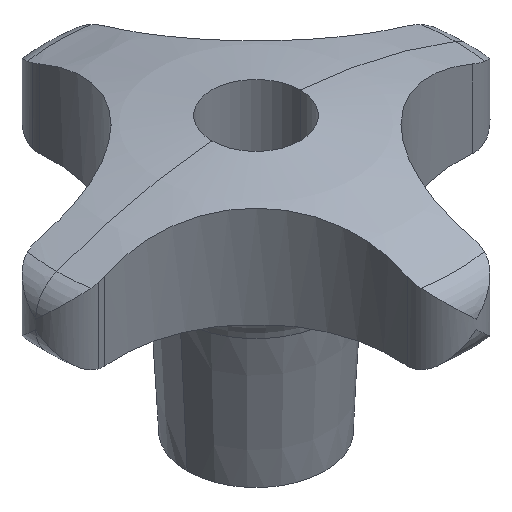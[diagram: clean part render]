
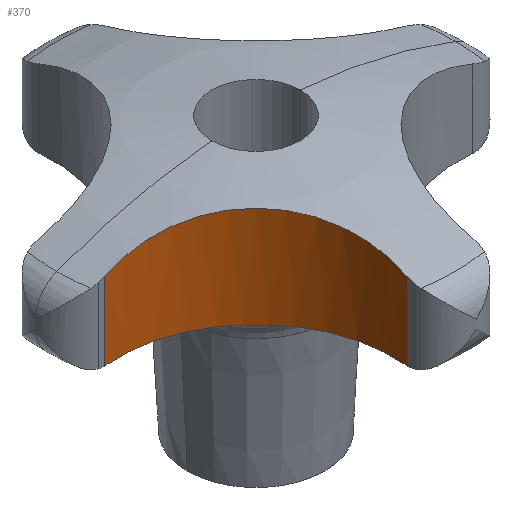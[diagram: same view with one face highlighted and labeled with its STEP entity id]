
A CAD part, isometric view. The second image highlights one B-rep face of the part: STEP entity #370.
In plain terms, the highlighted cylindrical face has radius 25 mm (diameter 50 mm), a partial arc.
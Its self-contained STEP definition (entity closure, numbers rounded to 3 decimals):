
#332=EDGE_CURVE('',#624,#380,#789,.T.);
#336=EDGE_CURVE('',#380,#386,#793,.T.);
#370=ADVANCED_FACE('',(#831),#832,.F.);
#376=EDGE_CURVE('',#386,#412,#839,.T.);
#380=VERTEX_POINT('',#843);
#384=VERTEX_POINT('',#847);
#386=VERTEX_POINT('',#849);
#396=EDGE_CURVE('',#412,#384,#859,.T.);
#412=VERTEX_POINT('',#876);
#442=EDGE_CURVE('',#624,#528,#909,.T.);
#464=EDGE_CURVE('',#384,#528,#932,.T.);
#528=VERTEX_POINT('',#1001);
#624=VERTEX_POINT('',#1104);
#789=CIRCLE('',#1368,25.);
#793=B_SPLINE_CURVE_WITH_KNOTS('',3,(#1374,#1375,#1376,#1377,#1378,#1379,#1380,#1381,#1382,#1383,#1384,#1385,#1386,#1387,#1388,#1389,#1390,#1391),.UNSPECIFIED.,.F.,.F.,(4,2,2,2,2,2,2,2,4),(-12.134,-10.113,-8.947,-7.967,-7.377,-6.852,-6.196,-5.191,-2.23),.UNSPECIFIED.);
#831=FACE_OUTER_BOUND('',#1463,.T.);
#832=CYLINDRICAL_SURFACE('',#1464,25.);
#839=CIRCLE('',#1484,25.);
#843=CARTESIAN_POINT('',(-9.975,-17.064,30.0));
#847=CARTESIAN_POINT('',(-33.388,-5.969,44.072));
#849=CARTESIAN_POINT('',(-17.064,-9.975,30.0));
#859=LINE('',#1521,#1522);
#876=CARTESIAN_POINT('',(-33.388,-5.969,30.0));
#909=LINE('',#1625,#1626);
#932=B_SPLINE_CURVE_WITH_KNOTS('',3,(#1724,#1725,#1726,#1727,#1728,#1729,#1730,#1731,#1732,#1733,#1734,#1735,#1736,#1737,#1738,#1739,#1740,#1741,#1742,#1743,#1744,#1745,#1746,#1747,#1748,#1749,#1750,#1751,#1752,#1753,#1754,#1755,#1756,#1757,#1758,#1759,#1760,#1761,#1762,#1763),.UNSPECIFIED.,.F.,.F.,(4,2,2,2,2,2,2,2,2,2,2,2,2,2,2,2,2,2,2,4),(33.959,36.334,38.71,41.085,43.461,45.836,48.212,50.587,52.963,55.28,57.597,59.914,62.231,64.548,66.865,69.182,71.499,73.934,76.368,77.615),.UNSPECIFIED.);
#1001=CARTESIAN_POINT('',(-5.969,-33.388,44.072));
#1104=CARTESIAN_POINT('',(-5.969,-33.388,30.0));
#1368=AXIS2_PLACEMENT_3D('',#2434,#2435,#2436);
#1374=CARTESIAN_POINT('',(-9.975,-17.064,30.0));
#1375=CARTESIAN_POINT('',(-10.352,-16.493,30.0));
#1376=CARTESIAN_POINT('',(-10.754,-15.936,29.978));
#1377=CARTESIAN_POINT('',(-11.425,-15.082,29.941));
#1378=CARTESIAN_POINT('',(-11.678,-14.775,29.927));
#1379=CARTESIAN_POINT('',(-12.157,-14.221,29.906));
#1380=CARTESIAN_POINT('',(-12.381,-13.973,29.898));
#1381=CARTESIAN_POINT('',(-12.748,-13.582,29.891));
#1382=CARTESIAN_POINT('',(-12.888,-13.436,29.889));
#1383=CARTESIAN_POINT('',(-13.156,-13.165,29.888));
#1384=CARTESIAN_POINT('',(-13.283,-13.038,29.888));
#1385=CARTESIAN_POINT('',(-13.572,-12.757,29.891));
#1386=CARTESIAN_POINT('',(-13.735,-12.603,29.893));
#1387=CARTESIAN_POINT('',(-14.153,-12.218,29.904));
#1388=CARTESIAN_POINT('',(-14.41,-11.991,29.913));
#1389=CARTESIAN_POINT('',(-15.443,-11.116,29.954));
#1390=CARTESIAN_POINT('',(-16.239,-10.52,30.0));
#1391=CARTESIAN_POINT('',(-17.064,-9.975,30.0));
#1463=EDGE_LOOP('',(#2490,#2491,#2492,#2493,#2494,#2495));
#1464=AXIS2_PLACEMENT_3D('',#2496,#2497,#2498);
#1484=AXIS2_PLACEMENT_3D('',#2509,#2510,#2511);
#1521=CARTESIAN_POINT('',(-33.388,-5.969,0.));
#1522=VECTOR('',#2519,1.0);
#1625=CARTESIAN_POINT('',(-5.969,-33.388,0.));
#1626=VECTOR('',#2584,1.0);
#1724=CARTESIAN_POINT('',(-33.388,-5.969,44.072));
#1725=CARTESIAN_POINT('',(-32.647,-5.893,44.34));
#1726=CARTESIAN_POINT('',(-31.885,-5.848,44.603));
#1727=CARTESIAN_POINT('',(-30.335,-5.831,45.113));
#1728=CARTESIAN_POINT('',(-29.547,-5.859,45.359));
#1729=CARTESIAN_POINT('',(-27.959,-5.992,45.828));
#1730=CARTESIAN_POINT('',(-27.159,-6.097,46.052));
#1731=CARTESIAN_POINT('',(-25.562,-6.388,46.47));
#1732=CARTESIAN_POINT('',(-24.765,-6.573,46.665));
#1733=CARTESIAN_POINT('',(-23.188,-7.023,47.024));
#1734=CARTESIAN_POINT('',(-22.408,-7.288,47.188));
#1735=CARTESIAN_POINT('',(-20.878,-7.893,47.481));
#1736=CARTESIAN_POINT('',(-20.128,-8.234,47.61));
#1737=CARTESIAN_POINT('',(-18.671,-8.984,47.833));
#1738=CARTESIAN_POINT('',(-17.964,-9.393,47.927));
#1739=CARTESIAN_POINT('',(-16.604,-10.27,48.079));
#1740=CARTESIAN_POINT('',(-15.952,-10.738,48.137));
#1741=CARTESIAN_POINT('',(-14.726,-11.707,48.217));
#1742=CARTESIAN_POINT('',(-14.133,-12.222,48.242));
#1743=CARTESIAN_POINT('',(-12.987,-13.318,48.258));
#1744=CARTESIAN_POINT('',(-12.434,-13.899,48.249));
#1745=CARTESIAN_POINT('',(-11.381,-15.12,48.196));
#1746=CARTESIAN_POINT('',(-10.881,-15.76,48.152));
#1747=CARTESIAN_POINT('',(-9.943,-17.088,48.029));
#1748=CARTESIAN_POINT('',(-9.507,-17.776,47.95));
#1749=CARTESIAN_POINT('',(-8.704,-19.188,47.759));
#1750=CARTESIAN_POINT('',(-8.338,-19.912,47.646));
#1751=CARTESIAN_POINT('',(-7.681,-21.384,47.388));
#1752=CARTESIAN_POINT('',(-7.39,-22.132,47.243));
#1753=CARTESIAN_POINT('',(-6.885,-23.636,46.926));
#1754=CARTESIAN_POINT('',(-6.671,-24.393,46.753));
#1755=CARTESIAN_POINT('',(-6.319,-25.898,46.384));
#1756=CARTESIAN_POINT('',(-6.181,-26.648,46.189));
#1757=CARTESIAN_POINT('',(-5.97,-28.161,45.77));
#1758=CARTESIAN_POINT('',(-5.897,-28.95,45.539));
#1759=CARTESIAN_POINT('',(-5.827,-30.544,45.046));
#1760=CARTESIAN_POINT('',(-5.831,-31.349,44.784));
#1761=CARTESIAN_POINT('',(-5.895,-32.565,44.366));
#1762=CARTESIAN_POINT('',(-5.927,-32.977,44.221));
#1763=CARTESIAN_POINT('',(-5.969,-33.388,44.072));
#2434=CARTESIAN_POINT('',(-30.838,-30.838,30.0));
#2435=DIRECTION('',(0.,0.,1.0));
#2436=DIRECTION('',(-0.102,0.995,0.));
#2490=ORIENTED_EDGE('',*,*,#464,.F.);
#2491=ORIENTED_EDGE('',*,*,#396,.F.);
#2492=ORIENTED_EDGE('',*,*,#376,.F.);
#2493=ORIENTED_EDGE('',*,*,#336,.F.);
#2494=ORIENTED_EDGE('',*,*,#332,.F.);
#2495=ORIENTED_EDGE('',*,*,#442,.T.);
#2496=CARTESIAN_POINT('',(-30.838,-30.838,0.));
#2497=DIRECTION('',(0.,0.,-1.0));
#2498=DIRECTION('',(-0.102,0.995,0.));
#2509=CARTESIAN_POINT('',(-30.838,-30.838,30.0));
#2510=DIRECTION('',(0.,0.,1.0));
#2511=DIRECTION('',(-0.102,0.995,0.));
#2519=DIRECTION('',(0.0,0.,1.0));
#2584=DIRECTION('',(0.0,0.,1.0));
